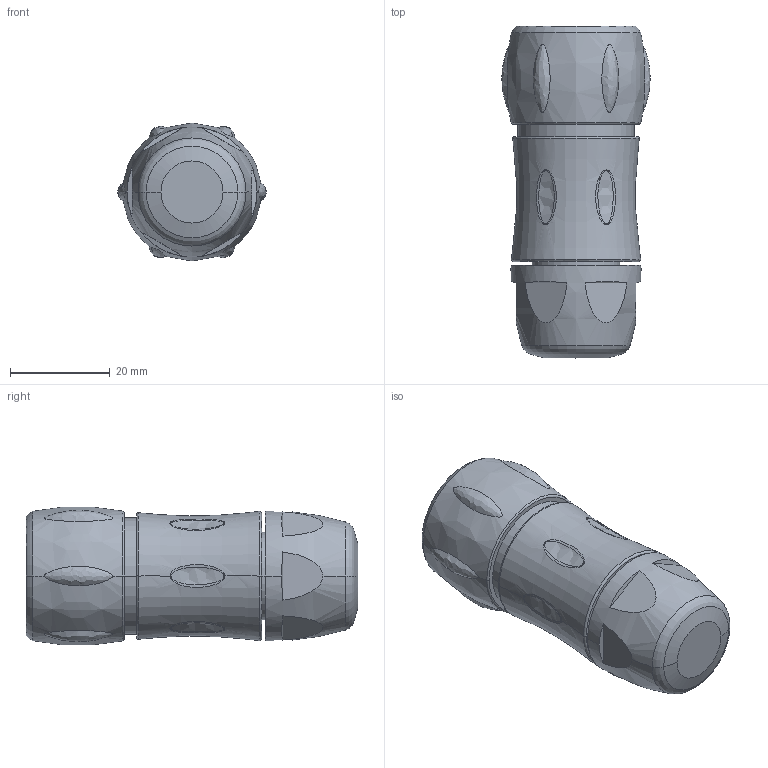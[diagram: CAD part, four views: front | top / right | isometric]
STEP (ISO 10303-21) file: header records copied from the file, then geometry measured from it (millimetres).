
FILE_DESCRIPTION((''),'2;1');
FILE_NAME('UTS6JC12E10P-CATALOGUE','2010-12-23T',('Gsineau'),('SOURIAU'),'PRO/ENGINEER BY PARAMETRIC TECHNOLOGY CORPORATION, 2010140','PRO/ENGINEER BY PARAMETRIC TECHNOLOGY CORPORATION, 2010140','');
FILE_SCHEMA(('CONFIG_CONTROL_DESIGN'));
Length unit declared in the file: millimetre
Products named in the file (1): UTS6JC12E10P-CATALOGUE
Bounding box: 29.66 x 66.38 x 27.57 mm (x, y, z)
Volume: 30260.7 mm3; surface area: 9940.8 mm2
Topology: 2 solids, 12 shells, 595 faces, 1340 edges, 761 vertices
Faces by surface type: cylinder 203, plane 108, cone 104, torus 103, bspline 45, sphere 32
Entity records: 21936 total; most frequent: CARTESIAN_POINT 8920, DIRECTION 2881, ORIENTED_EDGE 2600, EDGE_CURVE 1300, AXIS2_PLACEMENT_3D 1230, VERTEX_POINT 761, CIRCLE 679, EDGE_LOOP 649
